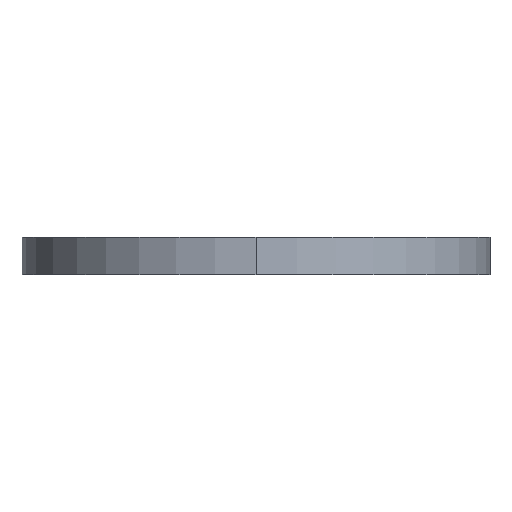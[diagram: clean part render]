
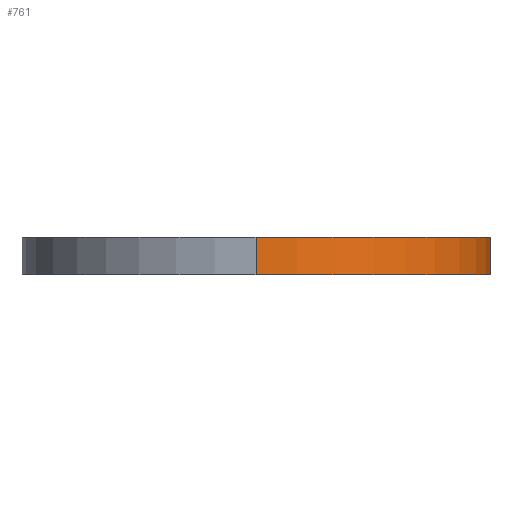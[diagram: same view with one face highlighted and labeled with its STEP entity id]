
A CAD part, left-side view. The second image highlights one B-rep face of the part: STEP entity #761.
In plain terms, the highlighted cylindrical face has radius 20 mm (diameter 40 mm), a partial arc.
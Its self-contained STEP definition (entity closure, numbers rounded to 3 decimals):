
#3 = VECTOR ( 'NONE', #391, 1000. ) ;
#53 = ORIENTED_EDGE ( 'NONE', *, *, #876, .F. ) ;
#86 = CIRCLE ( 'NONE', #654, 20. ) ;
#91 = ORIENTED_EDGE ( 'NONE', *, *, #334, .F. ) ;
#92 = CARTESIAN_POINT ( 'NONE',  ( -20., 0., 0. ) ) ;
#122 = LINE ( 'NONE', #179, #3 ) ;
#128 = VERTEX_POINT ( 'NONE', #431 ) ;
#147 = CIRCLE ( 'NONE', #259, 20. ) ;
#160 = LINE ( 'NONE', #305, #725 ) ;
#179 = CARTESIAN_POINT ( 'NONE',  ( -40., 0., 3.2 ) ) ;
#183 = CARTESIAN_POINT ( 'NONE',  ( -20., -20., 3.2 ) ) ;
#256 = DIRECTION ( 'NONE',  ( 1., 0., 0. ) ) ;
#259 = AXIS2_PLACEMENT_3D ( 'NONE', #92, #419, #354 ) ;
#305 = CARTESIAN_POINT ( 'NONE',  ( -20., -20., 3.2 ) ) ;
#309 = ORIENTED_EDGE ( 'NONE', *, *, #314, .T. ) ;
#314 = EDGE_CURVE ( 'NONE', #128, #471, #122, .T. ) ;
#317 = ORIENTED_EDGE ( 'NONE', *, *, #849, .T. ) ;
#325 = DIRECTION ( 'NONE',  ( 0., 0., 1. ) ) ;
#334 = EDGE_CURVE ( 'NONE', #128, #636, #86, .T. ) ;
#354 = DIRECTION ( 'NONE',  ( 1., 0., 0. ) ) ;
#365 = CARTESIAN_POINT ( 'NONE',  ( -40., 0., 0. ) ) ;
#391 = DIRECTION ( 'NONE',  ( 0., 0., -1. ) ) ;
#419 = DIRECTION ( 'NONE',  ( 0., 0., 1. ) ) ;
#431 = CARTESIAN_POINT ( 'NONE',  ( -40., 0., 3.2 ) ) ;
#442 = VERTEX_POINT ( 'NONE', #575 ) ;
#443 = CARTESIAN_POINT ( 'NONE',  ( -20., 0., 3.2 ) ) ;
#454 = AXIS2_PLACEMENT_3D ( 'NONE', #695, #472, #829 ) ;
#471 = VERTEX_POINT ( 'NONE', #365 ) ;
#472 = DIRECTION ( 'NONE',  ( 0., 0., -1. ) ) ;
#544 = FACE_OUTER_BOUND ( 'NONE', #779, .T. ) ;
#575 = CARTESIAN_POINT ( 'NONE',  ( -20., -20., 0. ) ) ;
#636 = VERTEX_POINT ( 'NONE', #183 ) ;
#654 = AXIS2_PLACEMENT_3D ( 'NONE', #443, #325, #256 ) ;
#691 = CYLINDRICAL_SURFACE ( 'NONE', #454, 20. ) ;
#695 = CARTESIAN_POINT ( 'NONE',  ( -20., 0., 3.2 ) ) ;
#725 = VECTOR ( 'NONE', #787, 1000. ) ;
#761 = ADVANCED_FACE ( 'NONE', ( #544 ), #691, .T. ) ;
#779 = EDGE_LOOP ( 'NONE', ( #91, #309, #317, #53 ) ) ;
#787 = DIRECTION ( 'NONE',  ( 0., 0., -1. ) ) ;
#829 = DIRECTION ( 'NONE',  ( -1., 0., 0. ) ) ;
#849 = EDGE_CURVE ( 'NONE', #471, #442, #147, .T. ) ;
#876 = EDGE_CURVE ( 'NONE', #636, #442, #160, .T. ) ;
